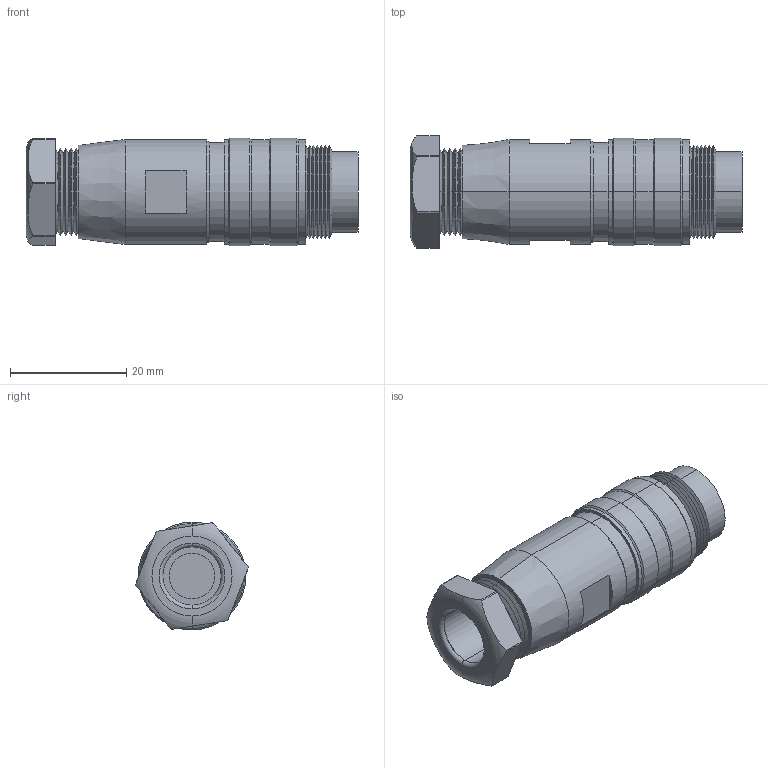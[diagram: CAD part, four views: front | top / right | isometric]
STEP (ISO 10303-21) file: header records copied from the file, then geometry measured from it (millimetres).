
FILE_DESCRIPTION (( 'STEP AP203' ), '1' );
FILE_NAME ('AISGM-2000.STEP', '2010-04-09T17:49:40', ( 'x' ), ( 'Microsoft' ), 'SwSTEP 2.0', 'SolidWorks 2010', '' );
FILE_SCHEMA (( 'CONFIG_CONTROL_DESIGN' ));
Length unit declared in the file: inch
Products named in the file (1): AISGM-2000
Bounding box: 57 x 19.3 x 18.5 mm (x, y, z)
Volume: 10829.8 mm3; surface area: 5705.1 mm2
Topology: 22 solids, 23 shells, 242 faces, 456 edges, 280 vertices
Faces by surface type: cone 90, plane 80, cylinder 66, torus 6
Entity records: 6193 total; most frequent: DIRECTION 1196, CARTESIAN_POINT 1067, ORIENTED_EDGE 912, AXIS2_PLACEMENT_3D 505, EDGE_CURVE 456, VERTEX_POINT 280, CIRCLE 262, EDGE_LOOP 262
